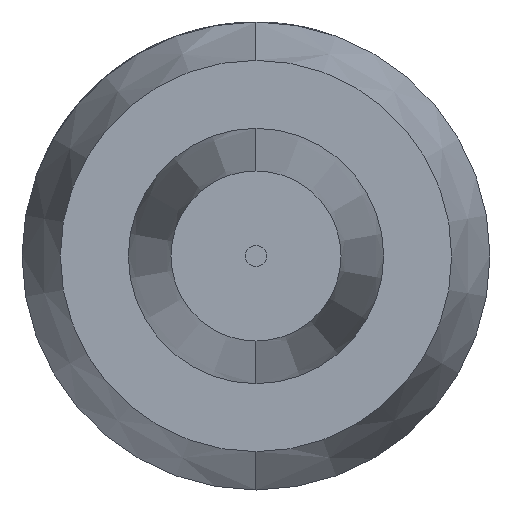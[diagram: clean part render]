
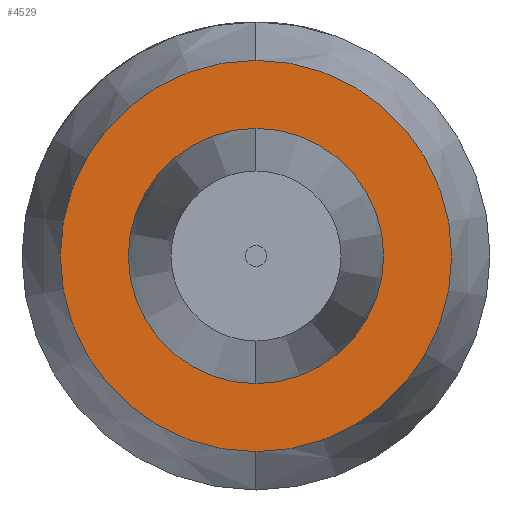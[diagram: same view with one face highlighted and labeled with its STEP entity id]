
A CAD part, left-side view. The second image highlights one B-rep face of the part: STEP entity #4529.
In plain terms, the highlighted planar face has unit normal (-1, 0, 0).
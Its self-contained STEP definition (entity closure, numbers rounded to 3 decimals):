
#1015 = CIRCLE ( 'NONE', #7474, 2.3 ) ;
#1705 = CARTESIAN_POINT ( 'NONE',  ( -17.5, 0., -1.5 ) ) ;
#1984 = DIRECTION ( 'NONE',  ( 0., 0., -1. ) ) ;
#2966 = ORIENTED_EDGE ( 'NONE', *, *, #6725, .F. ) ;
#3066 = CIRCLE ( 'NONE', #11606, 1.5 ) ;
#4001 = CARTESIAN_POINT ( 'NONE',  ( -17.5, 0., 0. ) ) ;
#4117 = CARTESIAN_POINT ( 'NONE',  ( -17.5, 0., 0. ) ) ;
#4411 = VERTEX_POINT ( 'NONE', #11519 ) ;
#4529 = ADVANCED_FACE ( 'NONE', ( #8553, #8338 ), #12972, .F. ) ;
#5148 = EDGE_CURVE ( 'NONE', #11428, #13850, #6536, .T. ) ;
#6147 = DIRECTION ( 'NONE',  ( 0., 0., -1. ) ) ;
#6372 = CARTESIAN_POINT ( 'NONE',  ( -17.5, 0., 2.3 ) ) ;
#6378 = EDGE_LOOP ( 'NONE', ( #9906, #7513 ) ) ;
#6387 = DIRECTION ( 'NONE',  ( 1., 0., 0. ) ) ;
#6536 = CIRCLE ( 'NONE', #11597, 1.5 ) ;
#6725 = EDGE_CURVE ( 'NONE', #13850, #11428, #3066, .T. ) ;
#7296 = DIRECTION ( 'NONE',  ( 0., 0., -1. ) ) ;
#7474 = AXIS2_PLACEMENT_3D ( 'NONE', #4117, #8453, #6147 ) ;
#7479 = CARTESIAN_POINT ( 'NONE',  ( -17.5, 2.3, 0. ) ) ;
#7513 = ORIENTED_EDGE ( 'NONE', *, *, #11906, .F. ) ;
#8338 = FACE_OUTER_BOUND ( 'NONE', #6378, .T. ) ;
#8417 = DIRECTION ( 'NONE',  ( -1., 0., 0. ) ) ;
#8453 = DIRECTION ( 'NONE',  ( 1., 0., 0. ) ) ;
#8553 = FACE_BOUND ( 'NONE', #10307, .T. ) ;
#9318 = CIRCLE ( 'NONE', #9794, 2.3 ) ;
#9450 = CARTESIAN_POINT ( 'NONE',  ( -17.5, 0., 0. ) ) ;
#9488 = EDGE_CURVE ( 'NONE', #10493, #4411, #9318, .T. ) ;
#9712 = DIRECTION ( 'NONE',  ( 0., 0., -1. ) ) ;
#9794 = AXIS2_PLACEMENT_3D ( 'NONE', #11657, #6387, #11948 ) ;
#9906 = ORIENTED_EDGE ( 'NONE', *, *, #9488, .F. ) ;
#10307 = EDGE_LOOP ( 'NONE', ( #2966, #12836 ) ) ;
#10493 = VERTEX_POINT ( 'NONE', #6372 ) ;
#10668 = AXIS2_PLACEMENT_3D ( 'NONE', #7479, #11882, #1984 ) ;
#11428 = VERTEX_POINT ( 'NONE', #12778 ) ;
#11519 = CARTESIAN_POINT ( 'NONE',  ( -17.5, 0., -2.3 ) ) ;
#11597 = AXIS2_PLACEMENT_3D ( 'NONE', #9450, #13962, #7296 ) ;
#11606 = AXIS2_PLACEMENT_3D ( 'NONE', #4001, #8417, #9712 ) ;
#11657 = CARTESIAN_POINT ( 'NONE',  ( -17.5, 0., 0. ) ) ;
#11882 = DIRECTION ( 'NONE',  ( 1., 0., 0. ) ) ;
#11906 = EDGE_CURVE ( 'NONE', #4411, #10493, #1015, .T. ) ;
#11948 = DIRECTION ( 'NONE',  ( 0., 0., -1. ) ) ;
#12778 = CARTESIAN_POINT ( 'NONE',  ( -17.5, 0., 1.5 ) ) ;
#12836 = ORIENTED_EDGE ( 'NONE', *, *, #5148, .F. ) ;
#12972 = PLANE ( 'NONE',  #10668 ) ;
#13850 = VERTEX_POINT ( 'NONE', #1705 ) ;
#13962 = DIRECTION ( 'NONE',  ( -1., 0., 0. ) ) ;
